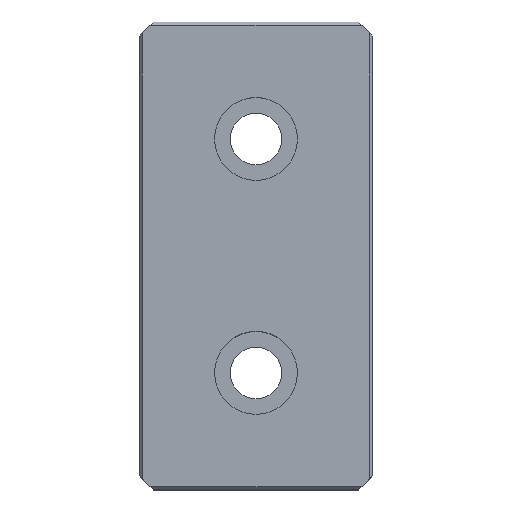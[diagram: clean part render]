
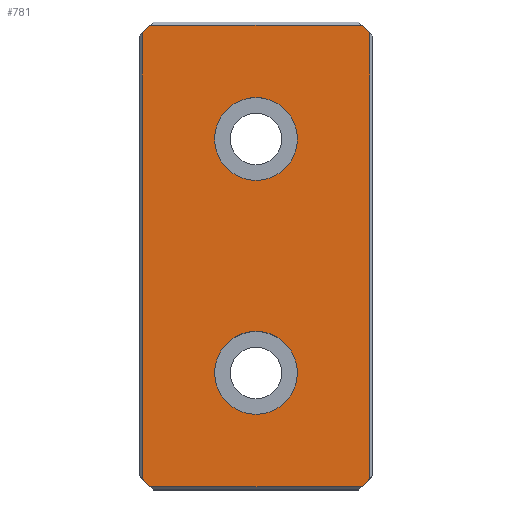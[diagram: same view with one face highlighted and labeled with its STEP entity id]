
A CAD part, top view. The second image highlights one B-rep face of the part: STEP entity #781.
In plain terms, the highlighted planar face has unit normal (0, 0, 1).
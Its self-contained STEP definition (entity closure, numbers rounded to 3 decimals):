
#172=CARTESIAN_POINT('',(0.75,-1.016,0.75));
#173=VERTEX_POINT('',#172);
#182=CARTESIAN_POINT('',(0.75,-0.484,0.75));
#183=VERTEX_POINT('',#182);
#184=CARTESIAN_POINT('',(0.75,-0.75,0.75));
#185=DIRECTION('',(0.0,0.0,-1.0));
#186=DIRECTION('',(0.0,-1.0,0.0));
#187=AXIS2_PLACEMENT_3D('',#184,#185,#186);
#188=CIRCLE('',#187,0.266);
#189=EDGE_CURVE('',#183,#173,#188,.T.);
#256=CARTESIAN_POINT('',(0.75,0.484,0.75));
#257=VERTEX_POINT('',#256);
#266=CARTESIAN_POINT('',(0.75,1.016,0.75));
#267=VERTEX_POINT('',#266);
#268=CARTESIAN_POINT('',(0.75,0.75,0.75));
#269=DIRECTION('',(0.0,0.0,-1.0));
#270=DIRECTION('',(0.0,-1.0,0.0));
#271=AXIS2_PLACEMENT_3D('',#268,#269,#270);
#272=CIRCLE('',#271,0.266);
#273=EDGE_CURVE('',#267,#257,#272,.T.);
#405=CARTESIAN_POINT('',(0.75,0.75,0.75));
#406=DIRECTION('',(0.0,0.0,-1.0));
#407=DIRECTION('',(0.0,-1.0,0.0));
#408=AXIS2_PLACEMENT_3D('',#405,#406,#407);
#409=CIRCLE('',#408,0.266);
#410=EDGE_CURVE('',#257,#267,#409,.T.);
#467=CARTESIAN_POINT('',(0.75,-0.75,0.75));
#468=DIRECTION('',(0.0,0.0,-1.0));
#469=DIRECTION('',(0.0,-1.0,0.0));
#470=AXIS2_PLACEMENT_3D('',#467,#468,#469);
#471=CIRCLE('',#470,0.266);
#472=EDGE_CURVE('',#173,#183,#471,.T.);
#549=CARTESIAN_POINT('',(1.43,1.48,0.75));
#550=VERTEX_POINT('',#549);
#557=CARTESIAN_POINT('',(1.48,1.43,0.75));
#558=VERTEX_POINT('',#557);
#559=CARTESIAN_POINT('',(1.43,1.48,0.75));
#560=DIRECTION('',(0.707,-0.707,0.0));
#561=VECTOR('',#560,0.071);
#562=LINE('',#559,#561);
#563=EDGE_CURVE('',#550,#558,#562,.T.);
#629=CARTESIAN_POINT('',(0.07,1.48,0.75));
#630=VERTEX_POINT('',#629);
#637=CARTESIAN_POINT('',(0.07,1.48,0.75));
#638=DIRECTION('',(1.0,0.0,0.0));
#639=VECTOR('',#638,1.36);
#640=LINE('',#637,#639);
#641=EDGE_CURVE('',#630,#550,#640,.T.);
#706=CARTESIAN_POINT('',(1.48,-1.43,0.75));
#707=VERTEX_POINT('',#706);
#716=CARTESIAN_POINT('',(1.48,1.43,0.75));
#717=DIRECTION('',(0.0,-1.0,0.0));
#718=VECTOR('',#717,2.86);
#719=LINE('',#716,#718);
#720=EDGE_CURVE('',#558,#707,#719,.T.);
#725=CARTESIAN_POINT('',(0.,1.5,0.75));
#726=DIRECTION('',(0.0,0.0,-1.0));
#727=DIRECTION('',(0.0,-1.0,0.0));
#728=AXIS2_PLACEMENT_3D('',#725,#726,#727);
#729=PLANE('',#728);
#730=ORIENTED_EDGE('',*,*,#641,.F.);
#731=CARTESIAN_POINT('',(0.02,1.43,0.75));
#732=VERTEX_POINT('',#731);
#733=CARTESIAN_POINT('',(0.02,1.43,0.75));
#734=DIRECTION('',(0.707,0.707,0.0));
#735=VECTOR('',#734,0.071);
#736=LINE('',#733,#735);
#737=EDGE_CURVE('',#732,#630,#736,.T.);
#738=ORIENTED_EDGE('',*,*,#737,.F.);
#739=CARTESIAN_POINT('',(0.02,-1.43,0.75));
#740=VERTEX_POINT('',#739);
#741=CARTESIAN_POINT('',(0.02,-1.43,0.75));
#742=DIRECTION('',(0.0,1.0,0.0));
#743=VECTOR('',#742,2.86);
#744=LINE('',#741,#743);
#745=EDGE_CURVE('',#740,#732,#744,.T.);
#746=ORIENTED_EDGE('',*,*,#745,.F.);
#747=CARTESIAN_POINT('',(0.07,-1.48,0.75));
#748=VERTEX_POINT('',#747);
#749=CARTESIAN_POINT('',(0.07,-1.48,0.75));
#750=DIRECTION('',(-0.707,0.707,0.0));
#751=VECTOR('',#750,0.071);
#752=LINE('',#749,#751);
#753=EDGE_CURVE('',#748,#740,#752,.T.);
#754=ORIENTED_EDGE('',*,*,#753,.F.);
#755=CARTESIAN_POINT('',(1.43,-1.48,0.75));
#756=VERTEX_POINT('',#755);
#757=CARTESIAN_POINT('',(1.43,-1.48,0.75));
#758=DIRECTION('',(-1.0,0.0,0.0));
#759=VECTOR('',#758,1.36);
#760=LINE('',#757,#759);
#761=EDGE_CURVE('',#756,#748,#760,.T.);
#762=ORIENTED_EDGE('',*,*,#761,.F.);
#763=CARTESIAN_POINT('',(1.48,-1.43,0.75));
#764=DIRECTION('',(-0.707,-0.707,0.0));
#765=VECTOR('',#764,0.071);
#766=LINE('',#763,#765);
#767=EDGE_CURVE('',#707,#756,#766,.T.);
#768=ORIENTED_EDGE('',*,*,#767,.F.);
#769=ORIENTED_EDGE('',*,*,#720,.F.);
#770=ORIENTED_EDGE('',*,*,#563,.F.);
#771=EDGE_LOOP('',(#730,#738,#746,#754,#762,#768,#769,#770));
#772=FACE_OUTER_BOUND('',#771,.T.);
#773=ORIENTED_EDGE('',*,*,#410,.T.);
#774=ORIENTED_EDGE('',*,*,#273,.T.);
#775=EDGE_LOOP('',(#773,#774));
#776=FACE_BOUND('',#775,.T.);
#777=ORIENTED_EDGE('',*,*,#472,.T.);
#778=ORIENTED_EDGE('',*,*,#189,.T.);
#779=EDGE_LOOP('',(#777,#778));
#780=FACE_BOUND('',#779,.T.);
#781=ADVANCED_FACE('',(#772,#776,#780),#729,.F.);
